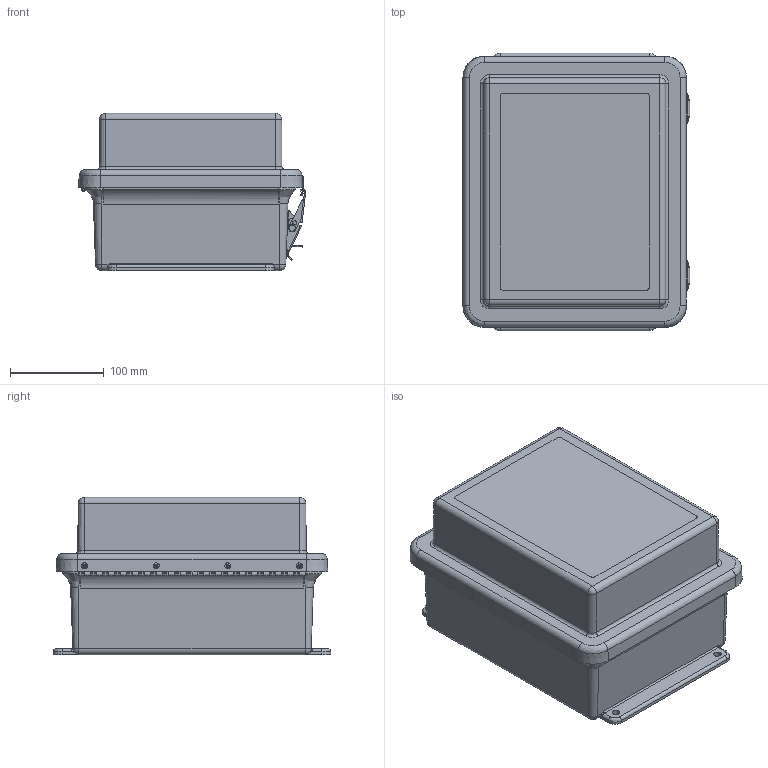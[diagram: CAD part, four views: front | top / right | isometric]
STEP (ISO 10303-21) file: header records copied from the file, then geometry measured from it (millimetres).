
FILE_DESCRIPTION (( 'STEP AP214' ), '1' );
FILE_NAME ('MRW1008HPL.STEP', '2018-11-06T23:20:37', ( '' ), ( '' ), 'SwSTEP 2.0', 'SolidWorks 2018', '' );
FILE_SCHEMA (( 'AUTOMOTIVE_DESIGN' ));
Length unit declared in the file: inch
Products named in the file (1): MRW1008HPL
Bounding box: 242.16 x 295.27 x 167.48 mm (x, y, z)
Volume: 1256956.4 mm3; surface area: 655866 mm2
Topology: 39 solids, 39 shells, 1016 faces, 2525 edges, 1625 vertices
Faces by surface type: plane 424, cylinder 421, bspline 118, cone 47, torus 6
Full cylindrical faces by diameter (mm): 2.159 x39, 2.64 x8, 3.048 x2, 3.175 x16, 3.302 x4, 3.327 x8, 3.429 x18, 3.556 x20, 3.861 x5, 3.962 x7, 4.306 x4, 5.537 x4, 6.35 x8, 6.858 x4, 7.62 x4, 9.525 x2
Entity records: 48369 total; most frequent: CARTESIAN_POINT 11379, DIRECTION 4648, ORIENTED_EDGE 4620, EDGE_CURVE 2310, AXIS2_PLACEMENT_3D 1726, VERTEX_POINT 1594, EDGE_LOOP 1450, VECTOR 1196
